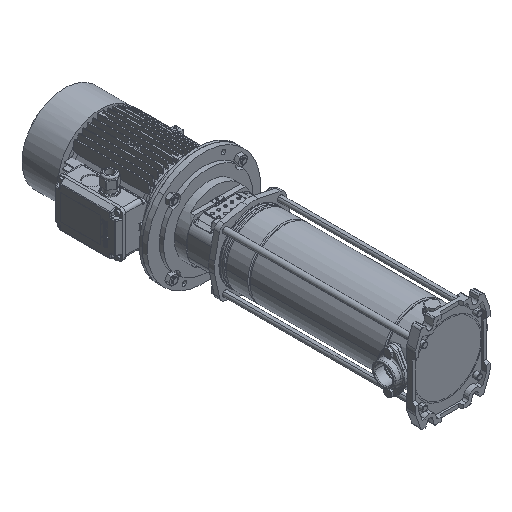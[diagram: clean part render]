
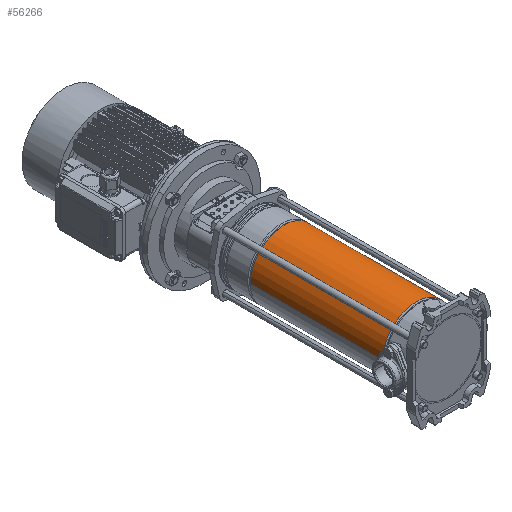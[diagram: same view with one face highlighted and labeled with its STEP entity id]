
A CAD part, isometric view. The second image highlights one B-rep face of the part: STEP entity #56266.
In plain terms, the highlighted cylindrical face has radius 74.4 mm (diameter 148.8 mm), a partial arc.
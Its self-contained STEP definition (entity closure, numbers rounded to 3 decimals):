
#618 = CIRCLE ( 'NONE', #13164, 74.4 ) ;
#2754 = CARTESIAN_POINT ( 'NONE',  ( 74.4, 0., 67.336 ) ) ;
#3207 = VECTOR ( 'NONE', #45756, 1000. ) ;
#4151 = DIRECTION ( 'NONE',  ( -1., 0., 0. ) ) ;
#4298 = EDGE_CURVE ( 'NONE', #53811, #39051, #618, .T. ) ;
#4899 = CYLINDRICAL_SURFACE ( 'NONE', #48858, 74.4 ) ;
#7269 = CARTESIAN_POINT ( 'NONE',  ( 74.4, 0., 359.664 ) ) ;
#10035 = LINE ( 'NONE', #29541, #3207 ) ;
#11561 = DIRECTION ( 'NONE',  ( 0., 0., -1. ) ) ;
#13164 = AXIS2_PLACEMENT_3D ( 'NONE', #57129, #69683, #4151 ) ;
#13206 = ORIENTED_EDGE ( 'NONE', *, *, #40867, .F. ) ;
#15621 = ORIENTED_EDGE ( 'NONE', *, *, #4298, .T. ) ;
#23414 = CARTESIAN_POINT ( 'NONE',  ( -74.4, 0., 0. ) ) ;
#24290 = EDGE_CURVE ( 'NONE', #39051, #32184, #35623, .T. ) ;
#25558 = CARTESIAN_POINT ( 'NONE',  ( -74.4, 0., 359.664 ) ) ;
#28215 = CARTESIAN_POINT ( 'NONE',  ( 0., 0., 67.336 ) ) ;
#29541 = CARTESIAN_POINT ( 'NONE',  ( 74.4, 0., 0. ) ) ;
#31526 = AXIS2_PLACEMENT_3D ( 'NONE', #28215, #51756, #51368 ) ;
#32184 = VERTEX_POINT ( 'NONE', #73183 ) ;
#34179 = EDGE_CURVE ( 'NONE', #42765, #32184, #60333, .T. ) ;
#35521 = DIRECTION ( 'NONE',  ( -1., 0., 0. ) ) ;
#35623 = LINE ( 'NONE', #23414, #37603 ) ;
#37603 = VECTOR ( 'NONE', #72480, 1000. ) ;
#39051 = VERTEX_POINT ( 'NONE', #25558 ) ;
#40867 = EDGE_CURVE ( 'NONE', #53811, #42765, #10035, .T. ) ;
#42061 = ORIENTED_EDGE ( 'NONE', *, *, #24290, .T. ) ;
#42765 = VERTEX_POINT ( 'NONE', #2754 ) ;
#45756 = DIRECTION ( 'NONE',  ( 0., 0., -1. ) ) ;
#48858 = AXIS2_PLACEMENT_3D ( 'NONE', #59425, #11561, #35521 ) ;
#51368 = DIRECTION ( 'NONE',  ( -1., 0., 0. ) ) ;
#51756 = DIRECTION ( 'NONE',  ( 0., 0., -1. ) ) ;
#53811 = VERTEX_POINT ( 'NONE', #7269 ) ;
#56266 = ADVANCED_FACE ( 'NONE', ( #58651 ), #4899, .T. ) ;
#57129 = CARTESIAN_POINT ( 'NONE',  ( 0., 0., 359.664 ) ) ;
#58651 = FACE_OUTER_BOUND ( 'NONE', #60566, .T. ) ;
#59425 = CARTESIAN_POINT ( 'NONE',  ( 0., 0., 0. ) ) ;
#60333 = CIRCLE ( 'NONE', #31526, 74.4 ) ;
#60566 = EDGE_LOOP ( 'NONE', ( #13206, #15621, #42061, #76386 ) ) ;
#69683 = DIRECTION ( 'NONE',  ( 0., 0., -1. ) ) ;
#72480 = DIRECTION ( 'NONE',  ( 0., 0., -1. ) ) ;
#73183 = CARTESIAN_POINT ( 'NONE',  ( -74.4, 0., 67.336 ) ) ;
#76386 = ORIENTED_EDGE ( 'NONE', *, *, #34179, .F. ) ;
